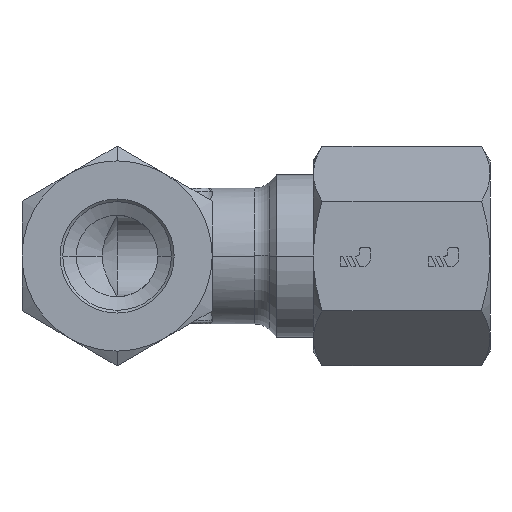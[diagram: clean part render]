
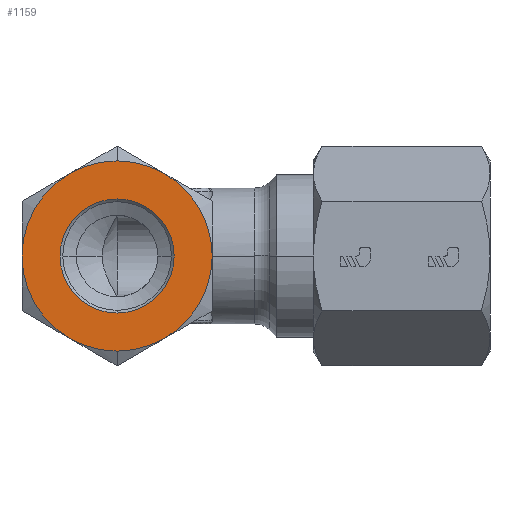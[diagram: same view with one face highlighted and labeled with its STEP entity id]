
A CAD part, front view. The second image highlights one B-rep face of the part: STEP entity #1159.
In plain terms, the highlighted planar face has unit normal (0, -1, 0).
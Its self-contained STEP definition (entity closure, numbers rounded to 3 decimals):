
#1159=ADVANCED_FACE('',(#2812,#2813),#2814,.F.);
#2812=FACE_OUTER_BOUND('',#5511,.T.);
#2813=FACE_BOUND('',#5512,.T.);
#2814=PLANE('',#5513);
#5511=EDGE_LOOP('',(#9525,#9526,#9527,#9528,#9529,#9530,#9531,#9532));
#5512=EDGE_LOOP('',(#9533,#9534));
#5513=AXIS2_PLACEMENT_3D('',#9535,#9536,#9537);
#9525=ORIENTED_EDGE('',*,*,#15221,.T.);
#9526=ORIENTED_EDGE('',*,*,#14228,.T.);
#9527=ORIENTED_EDGE('',*,*,#14385,.F.);
#9528=ORIENTED_EDGE('',*,*,#15222,.F.);
#9529=ORIENTED_EDGE('',*,*,#15223,.T.);
#9530=ORIENTED_EDGE('',*,*,#15224,.T.);
#9531=ORIENTED_EDGE('',*,*,#15225,.F.);
#9532=ORIENTED_EDGE('',*,*,#14577,.F.);
#9533=ORIENTED_EDGE('',*,*,#15226,.F.);
#9534=ORIENTED_EDGE('',*,*,#15227,.F.);
#9535=CARTESIAN_POINT('',(0.0,-27.448,0.0));
#9536=DIRECTION('',(0.0,1.0,0.0));
#9537=DIRECTION('',(1.0,0.0,-0.0));
#14228=EDGE_CURVE('',#16845,#16848,#16850,.T.);
#14385=EDGE_CURVE('',#16903,#16848,#17142,.T.);
#14577=EDGE_CURVE('',#17487,#17488,#17489,.T.);
#15221=EDGE_CURVE('',#17487,#16845,#18519,.T.);
#15222=EDGE_CURVE('',#18520,#16903,#18521,.T.);
#15223=EDGE_CURVE('',#18520,#18522,#18523,.T.);
#15224=EDGE_CURVE('',#18522,#18524,#18525,.T.);
#15225=EDGE_CURVE('',#17488,#18524,#18526,.T.);
#15226=EDGE_CURVE('',#18527,#18528,#18529,.T.);
#15227=EDGE_CURVE('',#18528,#18527,#18530,.T.);
#16845=VERTEX_POINT('',#20694);
#16848=VERTEX_POINT('',#20698);
#16850=CIRCLE('',#20709,7.0);
#16903=VERTEX_POINT('',#20780);
#17142=CIRCLE('',#21271,7.0);
#17487=VERTEX_POINT('',#21969);
#17488=VERTEX_POINT('',#21970);
#17489=CIRCLE('',#21971,7.0);
#18519=CIRCLE('',#23912,7.0);
#18520=VERTEX_POINT('',#23913);
#18521=CIRCLE('',#23914,7.0);
#18522=VERTEX_POINT('',#23915);
#18523=CIRCLE('',#23916,7.0);
#18524=VERTEX_POINT('',#23917);
#18525=CIRCLE('',#23918,7.0);
#18526=CIRCLE('',#23919,7.0);
#18527=VERTEX_POINT('',#23920);
#18528=VERTEX_POINT('',#23921);
#18529=CIRCLE('',#23922,4.2);
#18530=CIRCLE('',#23923,4.2);
#20694=CARTESIAN_POINT('',(0.,-27.448,-7.0));
#20698=CARTESIAN_POINT('',(3.5,-27.448,-6.062));
#20709=AXIS2_PLACEMENT_3D('',#27174,#27175,#27176);
#20780=CARTESIAN_POINT('',(7.0,-27.448,0.));
#21271=AXIS2_PLACEMENT_3D('',#27340,#27341,#27342);
#21969=CARTESIAN_POINT('',(-3.5,-27.448,-6.062));
#21970=CARTESIAN_POINT('',(-7.0,-27.448,0.));
#21971=AXIS2_PLACEMENT_3D('',#27535,#27536,#27537);
#23912=AXIS2_PLACEMENT_3D('',#28331,#28332,#28333);
#23913=CARTESIAN_POINT('',(3.5,-27.448,6.062));
#23914=AXIS2_PLACEMENT_3D('',#28334,#28335,#28336);
#23915=CARTESIAN_POINT('',(0.,-27.448,7.0));
#23916=AXIS2_PLACEMENT_3D('',#28337,#28338,#28339);
#23917=CARTESIAN_POINT('',(-3.5,-27.448,6.062));
#23918=AXIS2_PLACEMENT_3D('',#28340,#28341,#28342);
#23919=AXIS2_PLACEMENT_3D('',#28343,#28344,#28345);
#23920=CARTESIAN_POINT('',(0.0,-27.448,4.2));
#23921=CARTESIAN_POINT('',(0.,-27.448,-4.2));
#23922=AXIS2_PLACEMENT_3D('',#28346,#28347,#28348);
#23923=AXIS2_PLACEMENT_3D('',#28349,#28350,#28351);
#27174=CARTESIAN_POINT('',(0.0,-27.448,0.0));
#27175=DIRECTION('',(0.0,-1.0,-0.0));
#27176=DIRECTION('',(-0.5,0.0,-0.866));
#27340=CARTESIAN_POINT('',(0.0,-27.448,0.0));
#27341=DIRECTION('',(-0.0,1.0,0.0));
#27342=DIRECTION('',(1.0,0.0,0.));
#27535=CARTESIAN_POINT('',(0.0,-27.448,0.0));
#27536=DIRECTION('',(0.0,1.0,0.0));
#27537=DIRECTION('',(-0.5,0.0,-0.866));
#28331=CARTESIAN_POINT('',(0.0,-27.448,0.0));
#28332=DIRECTION('',(0.0,-1.0,-0.0));
#28333=DIRECTION('',(-0.5,0.0,-0.866));
#28334=CARTESIAN_POINT('',(0.0,-27.448,0.0));
#28335=DIRECTION('',(-0.0,1.0,0.0));
#28336=DIRECTION('',(0.5,0.0,0.866));
#28337=CARTESIAN_POINT('',(0.0,-27.448,0.0));
#28338=DIRECTION('',(0.0,-1.0,0.0));
#28339=DIRECTION('',(0.5,0.0,0.866));
#28340=CARTESIAN_POINT('',(0.0,-27.448,0.0));
#28341=DIRECTION('',(0.0,-1.0,0.0));
#28342=DIRECTION('',(0.5,0.0,0.866));
#28343=CARTESIAN_POINT('',(0.0,-27.448,0.0));
#28344=DIRECTION('',(0.0,1.0,0.0));
#28345=DIRECTION('',(-1.0,0.0,0.));
#28346=CARTESIAN_POINT('',(0.0,-27.448,0.));
#28347=DIRECTION('',(0.0,-1.0,0.0));
#28348=DIRECTION('',(0.0,0.0,-1.0));
#28349=CARTESIAN_POINT('',(0.0,-27.448,0.));
#28350=DIRECTION('',(0.0,-1.0,0.0));
#28351=DIRECTION('',(0.0,0.0,-1.0));
